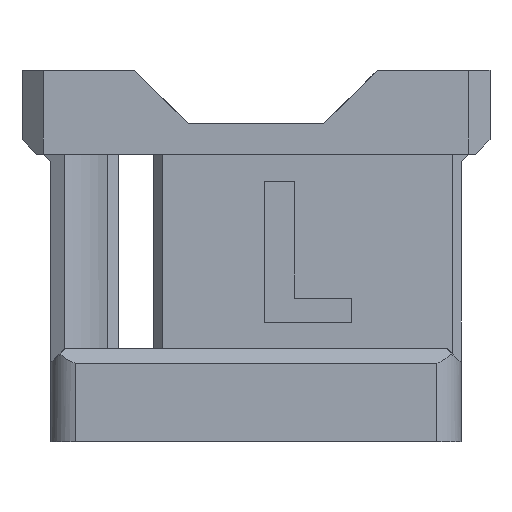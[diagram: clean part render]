
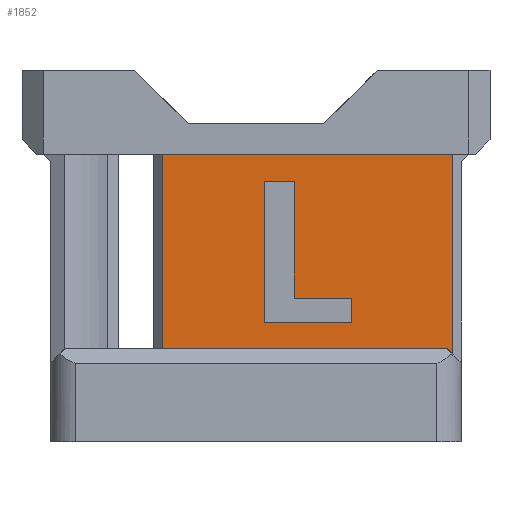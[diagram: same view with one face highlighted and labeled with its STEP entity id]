
A CAD part, left-side view. The second image highlights one B-rep face of the part: STEP entity #1852.
In plain terms, the highlighted planar face has unit normal (-1, 0, 0).
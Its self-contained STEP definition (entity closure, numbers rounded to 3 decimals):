
#53=FACE_BOUND('',#212,.T.);
#109=FACE_OUTER_BOUND('',#211,.T.);
#211=EDGE_LOOP('',(#1250,#1251,#1252,#1253,#1254));
#212=EDGE_LOOP('',(#1255,#1256,#1257,#1258,#1259,#1260));
#334=LINE('',#2673,#559);
#335=LINE('',#2675,#560);
#336=LINE('',#2677,#561);
#337=LINE('',#2679,#562);
#338=LINE('',#2680,#563);
#339=LINE('',#2683,#564);
#340=LINE('',#2685,#565);
#341=LINE('',#2687,#566);
#342=LINE('',#2689,#567);
#343=LINE('',#2691,#568);
#344=LINE('',#2692,#569);
#559=VECTOR('',#2148,1000.);
#560=VECTOR('',#2149,1000.);
#561=VECTOR('',#2150,1000.);
#562=VECTOR('',#2151,1000.);
#563=VECTOR('',#2152,1000.);
#564=VECTOR('',#2153,1000.);
#565=VECTOR('',#2154,1000.);
#566=VECTOR('',#2155,1000.);
#567=VECTOR('',#2156,1000.);
#568=VECTOR('',#2157,1000.);
#569=VECTOR('',#2158,1000.);
#790=VERTEX_POINT('',#2671);
#791=VERTEX_POINT('',#2672);
#792=VERTEX_POINT('',#2674);
#793=VERTEX_POINT('',#2676);
#794=VERTEX_POINT('',#2678);
#795=VERTEX_POINT('',#2681);
#796=VERTEX_POINT('',#2682);
#797=VERTEX_POINT('',#2684);
#798=VERTEX_POINT('',#2686);
#799=VERTEX_POINT('',#2688);
#800=VERTEX_POINT('',#2690);
#972=EDGE_CURVE('',#790,#791,#334,.T.);
#973=EDGE_CURVE('',#791,#792,#335,.T.);
#974=EDGE_CURVE('',#793,#792,#336,.T.);
#975=EDGE_CURVE('',#793,#794,#337,.T.);
#976=EDGE_CURVE('',#794,#790,#338,.T.);
#977=EDGE_CURVE('',#795,#796,#339,.T.);
#978=EDGE_CURVE('',#796,#797,#340,.T.);
#979=EDGE_CURVE('',#797,#798,#341,.T.);
#980=EDGE_CURVE('',#798,#799,#342,.T.);
#981=EDGE_CURVE('',#799,#800,#343,.T.);
#982=EDGE_CURVE('',#800,#795,#344,.T.);
#1250=ORIENTED_EDGE('',*,*,#972,.T.);
#1251=ORIENTED_EDGE('',*,*,#973,.T.);
#1252=ORIENTED_EDGE('',*,*,#974,.F.);
#1253=ORIENTED_EDGE('',*,*,#975,.T.);
#1254=ORIENTED_EDGE('',*,*,#976,.T.);
#1255=ORIENTED_EDGE('',*,*,#977,.T.);
#1256=ORIENTED_EDGE('',*,*,#978,.T.);
#1257=ORIENTED_EDGE('',*,*,#979,.T.);
#1258=ORIENTED_EDGE('',*,*,#980,.T.);
#1259=ORIENTED_EDGE('',*,*,#981,.T.);
#1260=ORIENTED_EDGE('',*,*,#982,.T.);
#1777=PLANE('',#1972);
#1852=ADVANCED_FACE('',(#109,#53),#1777,.T.);
#1972=AXIS2_PLACEMENT_3D('',#2670,#2146,#2147);
#2146=DIRECTION('center_axis',(-1.,0.,0.));
#2147=DIRECTION('ref_axis',(0.,0.,1.));
#2148=DIRECTION('',(0.,1.,0.));
#2149=DIRECTION('',(0.,0.,-1.));
#2150=DIRECTION('',(0.,1.,0.));
#2151=DIRECTION('',(0.,-0.707,-0.707));
#2152=DIRECTION('',(0.,0.,1.));
#2153=DIRECTION('',(0.,1.,0.));
#2154=DIRECTION('',(0.,0.,1.));
#2155=DIRECTION('',(0.,-1.,0.));
#2156=DIRECTION('',(0.,0.,-1.));
#2157=DIRECTION('',(0.,-1.,0.));
#2158=DIRECTION('',(0.,0.,-1.));
#2670=CARTESIAN_POINT('Origin',(21.325,-7.034,22.6));
#2671=CARTESIAN_POINT('',(21.325,-27.459,45.25));
#2672=CARTESIAN_POINT('',(21.325,13.057,45.25));
#2673=CARTESIAN_POINT('',(21.325,-7.034,45.25));
#2674=CARTESIAN_POINT('',(21.325,13.057,18.));
#2675=CARTESIAN_POINT('',(21.325,13.057,22.6));
#2676=CARTESIAN_POINT('',(21.325,-26.75,18.));
#2677=CARTESIAN_POINT('',(21.325,-7.034,18.));
#2678=CARTESIAN_POINT('',(21.325,-27.459,17.291));
#2679=CARTESIAN_POINT('',(21.325,-26.75,18.));
#2680=CARTESIAN_POINT('',(21.325,-27.459,45.25));
#2681=CARTESIAN_POINT('',(21.325,-13.414,21.625));
#2682=CARTESIAN_POINT('',(21.325,-1.166,21.625));
#2683=CARTESIAN_POINT('',(21.325,-7.29,21.625));
#2684=CARTESIAN_POINT('',(21.325,-1.166,41.456));
#2685=CARTESIAN_POINT('',(21.325,-1.166,31.54));
#2686=CARTESIAN_POINT('',(21.325,-5.372,41.456));
#2687=CARTESIAN_POINT('',(21.325,-3.269,41.456));
#2688=CARTESIAN_POINT('',(21.325,-5.372,25.097));
#2689=CARTESIAN_POINT('',(21.325,-5.372,33.276));
#2690=CARTESIAN_POINT('',(21.325,-13.414,25.097));
#2691=CARTESIAN_POINT('',(21.325,-9.393,25.097));
#2692=CARTESIAN_POINT('',(21.325,-13.414,23.361));
